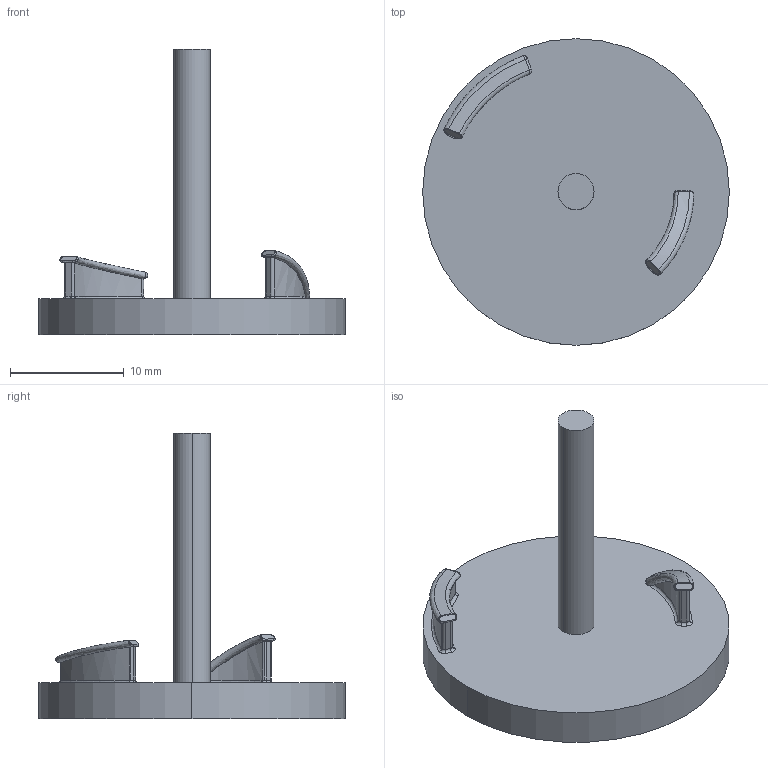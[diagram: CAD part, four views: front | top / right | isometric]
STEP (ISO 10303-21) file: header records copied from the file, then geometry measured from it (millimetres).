
FILE_DESCRIPTION (( 'STEP AP214' ), '1' );
FILE_NAME ('derailleur.STEP', '2024-10-28T20:12:43', ( '' ), ( '' ), 'SwSTEP 2.0', 'SolidWorks 2023', '' );
FILE_SCHEMA (( 'AUTOMOTIVE_DESIGN' ));
Length unit declared in the file: millimetre
Products named in the file (1): derailleur
Bounding box: 27 x 27 x 25.18 mm (x, y, z)
Volume: 2048.8 mm3; surface area: 1757 mm2
Topology: 1 solids, 1 shells, 65 faces, 156 edges, 94 vertices
Faces by surface type: bspline 33, cylinder 15, plane 10, torus 7
Entity records: 3319 total; most frequent: CARTESIAN_POINT 2040, ORIENTED_EDGE 308, DIRECTION 192, EDGE_CURVE 154, VERTEX_POINT 94, AXIS2_PLACEMENT_3D 83, B_SPLINE_CURVE_WITH_KNOTS 78, EDGE_LOOP 68
